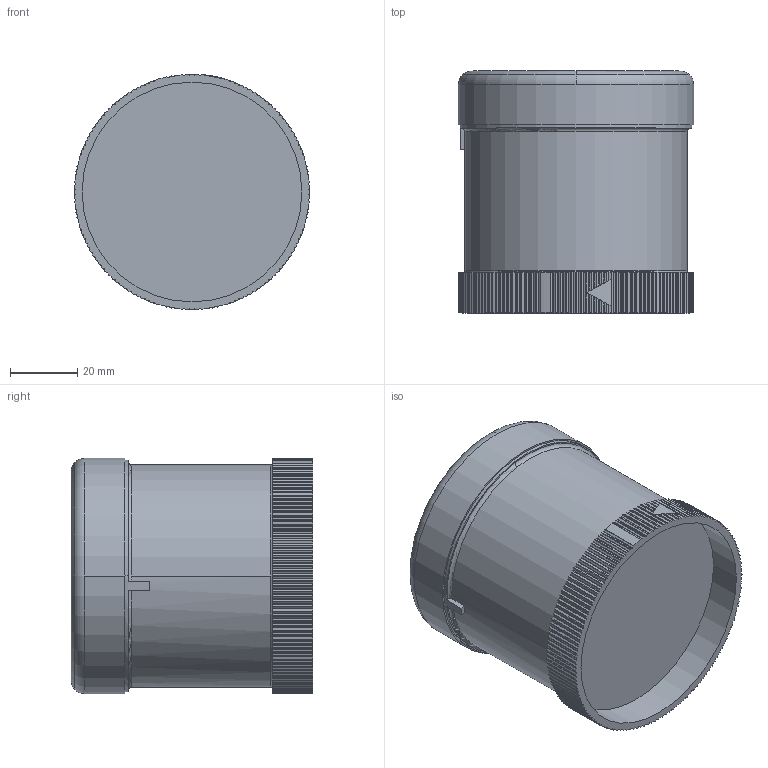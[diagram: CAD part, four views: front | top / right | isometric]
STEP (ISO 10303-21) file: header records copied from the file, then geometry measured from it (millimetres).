
FILE_DESCRIPTION((''),'2;1');
FILE_NAME('64580X75B','2011-11-11T',('dhelisch'),(''),'PRO/ENGINEER BY PARAMETRIC TECHNOLOGY CORPORATION, 2007250','PRO/ENGINEER BY PARAMETRIC TECHNOLOGY CORPORATION, 2007250','');
FILE_SCHEMA(('CONFIG_CONTROL_DESIGN'));
Length unit declared in the file: millimetre
Products named in the file (1): 64580X75B
Bounding box: 70.15 x 72 x 70.15 mm (x, y, z)
Volume: 219844.4 mm3; surface area: 38083.2 mm2
Topology: 1 solids, 3 shells, 646 faces, 2175 edges, 1538 vertices
Faces by surface type: plane 317, cylinder 312, torus 17
Entity records: 31101 total; most frequent: CARTESIAN_POINT 4533, ORIENTED_EDGE 4350, DIRECTION 4335, PRESENTATION_STYLE_ASSIGNMENT 2176, STYLED_ITEM 2176, CURVE_STYLE 2175, EDGE_CURVE 2175, AXIS2_PLACEMENT_3D 1566
